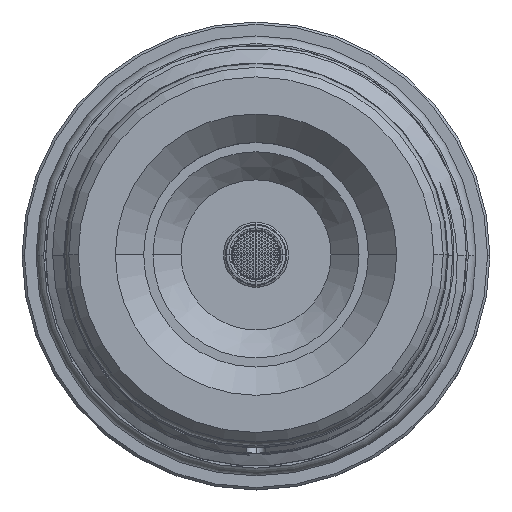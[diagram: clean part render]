
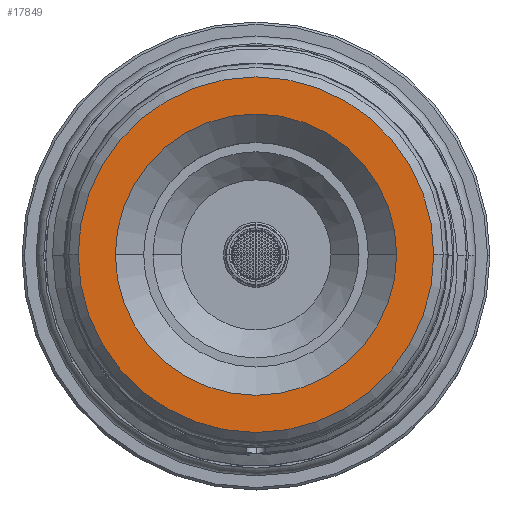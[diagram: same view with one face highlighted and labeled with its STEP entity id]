
A CAD part, top view. The second image highlights one B-rep face of the part: STEP entity #17849.
In plain terms, the highlighted planar face has unit normal (0, 0, 1).
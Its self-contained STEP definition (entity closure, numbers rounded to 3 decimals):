
#5194 = VERTEX_POINT ( 'NONE', #30342 ) ;
#5205 = VERTEX_POINT ( 'NONE', #30347 ) ;
#5589 = VERTEX_POINT ( 'NONE', #30458 ) ;
#5741 = VERTEX_POINT ( 'NONE', #30487 ) ;
#9532 = EDGE_CURVE ( 'NONE', #5741, #5205, #48929, .T. ) ;
#9533 = EDGE_CURVE ( 'NONE', #5194, #5589, #48933, .T. ) ;
#13900 = AXIS2_PLACEMENT_3D ( 'NONE', #31115, #31117, #31119 ) ;
#13902 = AXIS2_PLACEMENT_3D ( 'NONE', #31106, #31108, #31110 ) ;
#15047 = AXIS2_PLACEMENT_3D ( 'NONE', #29467, #29468, #29469 ) ;
#15061 = AXIS2_PLACEMENT_3D ( 'NONE', #29315, #29316, #29317 ) ;
#15218 = AXIS2_PLACEMENT_3D ( 'NONE', #40806, #40811, #40812 ) ;
#17849 = ADVANCED_FACE ( 'NONE', ( #39424, #39418 ), #40809, .T. ) ;
#20888 = EDGE_LOOP ( 'NONE', ( #41397, #41454 ) ) ;
#20891 = EDGE_LOOP ( 'NONE', ( #41318, #41688 ) ) ;
#29315 = CARTESIAN_POINT ( 'NONE',  ( 0., 0., 103.49 ) ) ;
#29316 = DIRECTION ( 'NONE',  ( 0., 0., 1. ) ) ;
#29317 = DIRECTION ( 'NONE',  ( 1., 0., 0. ) ) ;
#29467 = CARTESIAN_POINT ( 'NONE',  ( 0., 0., 103.49 ) ) ;
#29468 = DIRECTION ( 'NONE',  ( 0., 0., -1. ) ) ;
#29469 = DIRECTION ( 'NONE',  ( -1., 0., 0. ) ) ;
#30342 = CARTESIAN_POINT ( 'NONE',  ( 15.075, 0., 103.49 ) ) ;
#30347 = CARTESIAN_POINT ( 'NONE',  ( -11.925, 0., 103.49 ) ) ;
#30458 = CARTESIAN_POINT ( 'NONE',  ( -15.075, 0., 103.49 ) ) ;
#30487 = CARTESIAN_POINT ( 'NONE',  ( 11.925, 0., 103.49 ) ) ;
#31106 = CARTESIAN_POINT ( 'NONE',  ( 0., 0., 103.49 ) ) ;
#31108 = DIRECTION ( 'NONE',  ( 0., 0., 1. ) ) ;
#31110 = DIRECTION ( 'NONE',  ( 1., 0., 0. ) ) ;
#31115 = CARTESIAN_POINT ( 'NONE',  ( 0., 0., 103.49 ) ) ;
#31117 = DIRECTION ( 'NONE',  ( 0., 0., -1. ) ) ;
#31119 = DIRECTION ( 'NONE',  ( -1., 0., 0. ) ) ;
#39418 = FACE_BOUND ( 'NONE', #20888, .T. ) ;
#39424 = FACE_OUTER_BOUND ( 'NONE', #20891, .T. ) ;
#39800 = CIRCLE ( 'NONE', #15061, 11.925 ) ;
#39835 = CIRCLE ( 'NONE', #15047, 15.075 ) ;
#40806 = CARTESIAN_POINT ( 'NONE',  ( -15.075, 0., 103.49 ) ) ;
#40809 = PLANE ( 'NONE',  #15218 ) ;
#40811 = DIRECTION ( 'NONE',  ( 0., 0., 1. ) ) ;
#40812 = DIRECTION ( 'NONE',  ( 1., 0., 0. ) ) ;
#41318 = ORIENTED_EDGE ( 'NONE', *, *, #44903, .F. ) ;
#41397 = ORIENTED_EDGE ( 'NONE', *, *, #9532, .F. ) ;
#41454 = ORIENTED_EDGE ( 'NONE', *, *, #44868, .F. ) ;
#41688 = ORIENTED_EDGE ( 'NONE', *, *, #9533, .F. ) ;
#44868 = EDGE_CURVE ( 'NONE', #5205, #5741, #39800, .T. ) ;
#44903 = EDGE_CURVE ( 'NONE', #5589, #5194, #39835, .T. ) ;
#48929 = CIRCLE ( 'NONE', #13902, 11.925 ) ;
#48933 = CIRCLE ( 'NONE', #13900, 15.075 ) ;
